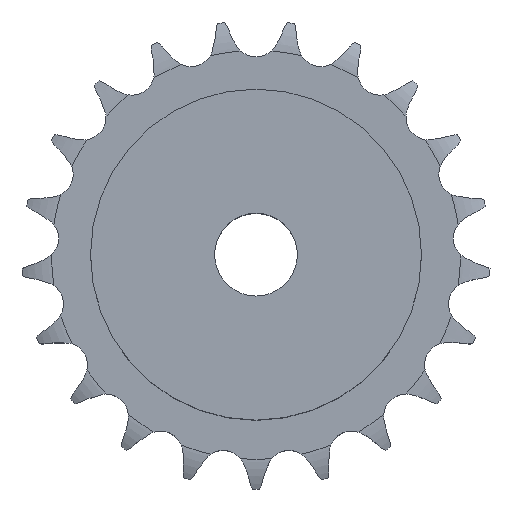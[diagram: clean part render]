
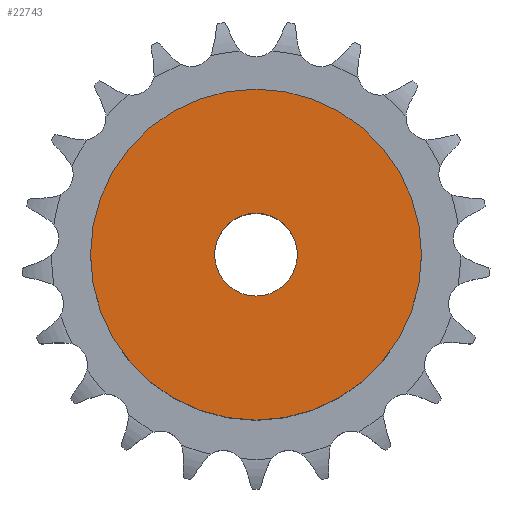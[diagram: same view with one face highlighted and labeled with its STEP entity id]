
A CAD part, top view. The second image highlights one B-rep face of the part: STEP entity #22743.
In plain terms, the highlighted planar face has unit normal (0, 0, 1).
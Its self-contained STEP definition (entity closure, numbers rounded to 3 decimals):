
#3009 = CYLINDRICAL_SURFACE('',#3010,24.);
#3010 = AXIS2_PLACEMENT_3D('',#3011,#3012,#3013);
#3011 = CARTESIAN_POINT('',(0.,0.,0.));
#3012 = DIRECTION('',(-0.,-0.,-1.));
#3013 = DIRECTION('',(1.,0.,0.));
#14548 = VERTEX_POINT('',#14549);
#14549 = CARTESIAN_POINT('',(24.,0.,28.));
#14570 = EDGE_CURVE('',#14548,#14548,#14571,.T.);
#14571 = SURFACE_CURVE('',#14572,(#14577,#14584),.PCURVE_S1.);
#14572 = CIRCLE('',#14573,24.);
#14573 = AXIS2_PLACEMENT_3D('',#14574,#14575,#14576);
#14574 = CARTESIAN_POINT('',(0.,0.,28.));
#14575 = DIRECTION('',(0.,0.,1.));
#14576 = DIRECTION('',(1.,0.,0.));
#14577 = PCURVE('',#3009,#14578);
#14578 = DEFINITIONAL_REPRESENTATION('',(#14579),#14583);
#14579 = LINE('',#14580,#14581);
#14580 = CARTESIAN_POINT('',(-0.,-28.));
#14581 = VECTOR('',#14582,1.);
#14582 = DIRECTION('',(-1.,0.));
#14583 = ( GEOMETRIC_REPRESENTATION_CONTEXT(2) 
PARAMETRIC_REPRESENTATION_CONTEXT() REPRESENTATION_CONTEXT('2D SPACE',''
  ) );
#14584 = PCURVE('',#14585,#14590);
#14585 = PLANE('',#14586);
#14586 = AXIS2_PLACEMENT_3D('',#14587,#14588,#14589);
#14587 = CARTESIAN_POINT('',(0.,0.,28.)
  );
#14588 = DIRECTION('',(0.,0.,1.));
#14589 = DIRECTION('',(1.,0.,0.));
#14590 = DEFINITIONAL_REPRESENTATION('',(#14591),#14595);
#14591 = CIRCLE('',#14592,24.);
#14592 = AXIS2_PLACEMENT_2D('',#14593,#14594);
#14593 = CARTESIAN_POINT('',(0.,0.));
#14594 = DIRECTION('',(1.,0.));
#14595 = ( GEOMETRIC_REPRESENTATION_CONTEXT(2) 
PARAMETRIC_REPRESENTATION_CONTEXT() REPRESENTATION_CONTEXT('2D SPACE',''
  ) );
#19352 = CYLINDRICAL_SURFACE('',#19353,6.);
#19353 = AXIS2_PLACEMENT_3D('',#19354,#19355,#19356);
#19354 = CARTESIAN_POINT('',(0.,0.,108.929));
#19355 = DIRECTION('',(0.,0.,1.));
#19356 = DIRECTION('',(1.,0.,0.));
#22743 = ADVANCED_FACE('',(#22744,#22747),#14585,.T.);
#22744 = FACE_BOUND('',#22745,.T.);
#22745 = EDGE_LOOP('',(#22746));
#22746 = ORIENTED_EDGE('',*,*,#14570,.T.);
#22747 = FACE_BOUND('',#22748,.T.);
#22748 = EDGE_LOOP('',(#22749));
#22749 = ORIENTED_EDGE('',*,*,#22750,.F.);
#22750 = EDGE_CURVE('',#22751,#22751,#22753,.T.);
#22751 = VERTEX_POINT('',#22752);
#22752 = CARTESIAN_POINT('',(6.,0.,28.));
#22753 = SURFACE_CURVE('',#22754,(#22759,#22766),.PCURVE_S1.);
#22754 = CIRCLE('',#22755,6.);
#22755 = AXIS2_PLACEMENT_3D('',#22756,#22757,#22758);
#22756 = CARTESIAN_POINT('',(0.,0.,28.));
#22757 = DIRECTION('',(0.,0.,1.));
#22758 = DIRECTION('',(1.,0.,0.));
#22759 = PCURVE('',#14585,#22760);
#22760 = DEFINITIONAL_REPRESENTATION('',(#22761),#22765);
#22761 = CIRCLE('',#22762,6.);
#22762 = AXIS2_PLACEMENT_2D('',#22763,#22764);
#22763 = CARTESIAN_POINT('',(0.,0.));
#22764 = DIRECTION('',(1.,0.));
#22765 = ( GEOMETRIC_REPRESENTATION_CONTEXT(2) 
PARAMETRIC_REPRESENTATION_CONTEXT() REPRESENTATION_CONTEXT('2D SPACE',''
  ) );
#22766 = PCURVE('',#19352,#22767);
#22767 = DEFINITIONAL_REPRESENTATION('',(#22768),#22772);
#22768 = LINE('',#22769,#22770);
#22769 = CARTESIAN_POINT('',(0.,-80.929));
#22770 = VECTOR('',#22771,1.);
#22771 = DIRECTION('',(1.,0.));
#22772 = ( GEOMETRIC_REPRESENTATION_CONTEXT(2) 
PARAMETRIC_REPRESENTATION_CONTEXT() REPRESENTATION_CONTEXT('2D SPACE',''
  ) );
